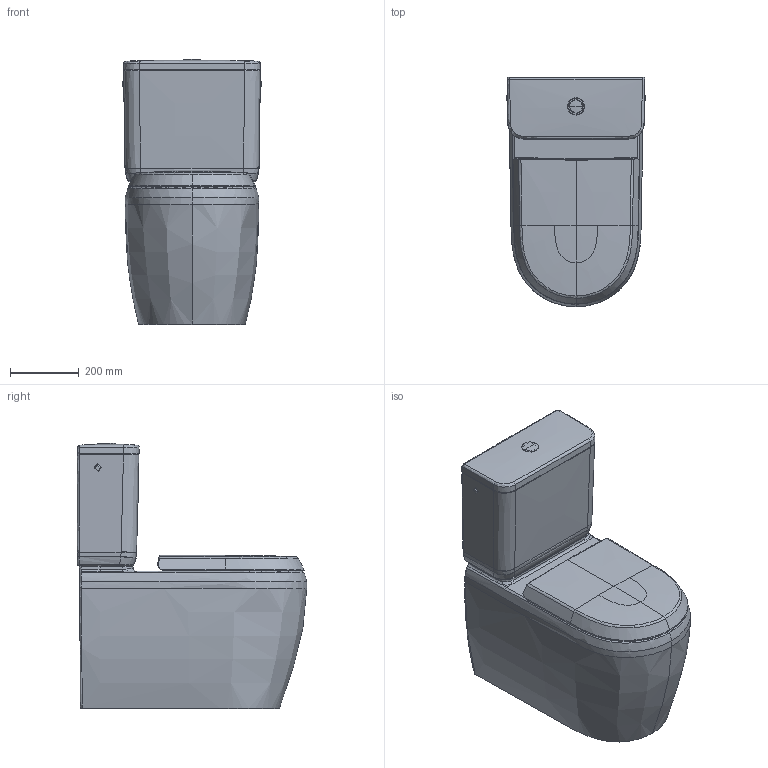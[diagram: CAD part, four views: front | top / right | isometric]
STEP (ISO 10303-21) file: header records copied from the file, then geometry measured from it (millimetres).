
FILE_DESCRIPTION(/* description */ (''),/* implementation_level */ '2;1');
FILE_NAME(/* name */ '202109_094700',/* time_stamp */ '2023-03-14T07:59:27+01:00',/* author */ (''),/* organization */ (''),/* preprocessor_version */ 'ST-DEVELOPER v15',/* originating_system */ '',/* authorisation */ '');
FILE_SCHEMA (('AUTOMOTIVE_DESIGN'));
Products named in the file (1): Document
Bounding box: 401.52 x 666.36 x 772 mm (x, y, z)
Volume: 58873853.4 mm3; surface area: 2999013.6 mm2
Topology: 7 solids, 8 shells, 1484 faces, 3591 edges, 2091 vertices
Faces by surface type: bspline 1327, plane 157
Entity records: 234786 total; most frequent: CARTESIAN_POINT 212724, ORIENTED_EDGE 7106, EDGE_CURVE 3557, B_SPLINE_CURVE_WITH_KNOTS 3219, VERTEX_POINT 2091, EDGE_LOOP 1494, ADVANCED_FACE 1484, FACE_OUTER_BOUND 1484
